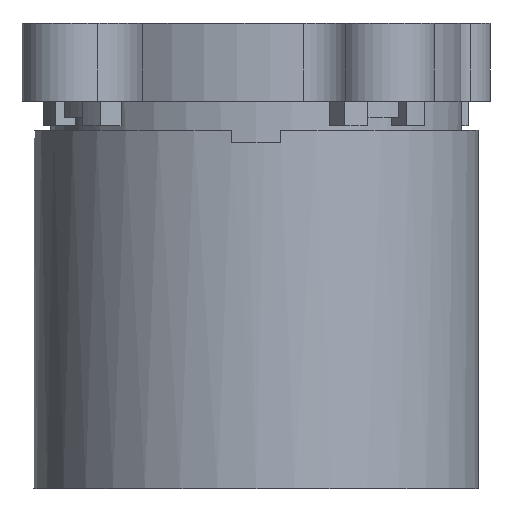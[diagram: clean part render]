
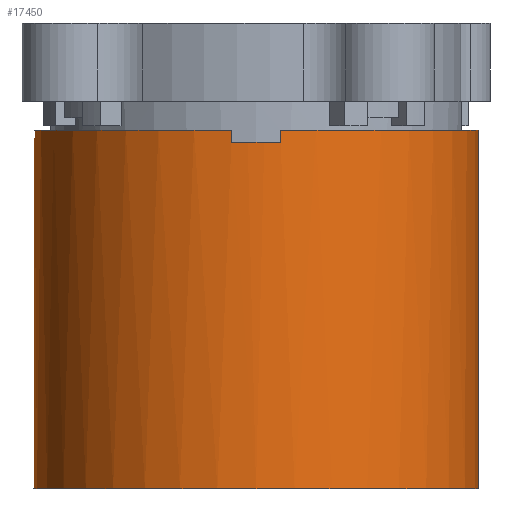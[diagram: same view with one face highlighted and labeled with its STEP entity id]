
A CAD part, front view. The second image highlights one B-rep face of the part: STEP entity #17450.
In plain terms, the highlighted cylindrical face has radius 27.1 mm (diameter 54.2 mm), a full revolution.
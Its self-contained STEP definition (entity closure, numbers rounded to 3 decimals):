
#452=CYLINDRICAL_SURFACE('',#18309,27.1);
#733=CIRCLE('',#18228,27.1);
#734=CIRCLE('',#18229,27.1);
#738=CIRCLE('',#18236,27.1);
#739=CIRCLE('',#18237,27.1);
#741=CIRCLE('',#18279,27.1);
#754=CIRCLE('',#18308,27.1);
#1979=FACE_OUTER_BOUND('',#2781,.T.);
#2781=EDGE_LOOP('',(#13076,#13077,#13078,#13079,#13080,#13081,#13082,#13083,
#13084,#13085,#13086,#13087));
#3628=LINE('',#26368,#5264);
#3632=LINE('',#26377,#5268);
#3788=LINE('',#27139,#5424);
#3790=LINE('',#27143,#5426);
#3791=LINE('',#27147,#5427);
#5264=VECTOR('',#20174,10.);
#5268=VECTOR('',#20180,10.);
#5424=VECTOR('',#20496,10.);
#5426=VECTOR('',#20500,10.);
#5427=VECTOR('',#20507,27.1);
#6960=VERTEX_POINT('',#26366);
#6961=VERTEX_POINT('',#26367);
#6964=VERTEX_POINT('',#26375);
#6965=VERTEX_POINT('',#26376);
#6969=VERTEX_POINT('',#26386);
#6970=VERTEX_POINT('',#26388);
#6974=VERTEX_POINT('',#26402);
#6975=VERTEX_POINT('',#26404);
#7087=VERTEX_POINT('',#27065);
#7112=VERTEX_POINT('',#27141);
#9113=EDGE_CURVE('',#6960,#6961,#3628,.T.);
#9117=EDGE_CURVE('',#6964,#6965,#3632,.T.);
#9123=EDGE_CURVE('',#6969,#6970,#733,.T.);
#9124=EDGE_CURVE('',#6970,#6961,#734,.T.);
#9131=EDGE_CURVE('',#6975,#6974,#738,.T.);
#9133=EDGE_CURVE('',#6965,#6960,#739,.T.);
#9300=EDGE_CURVE('',#7087,#7087,#741,.T.);
#9335=EDGE_CURVE('',#6969,#6975,#3788,.T.);
#9337=EDGE_CURVE('',#6974,#7112,#3790,.T.);
#9338=EDGE_CURVE('',#6964,#7112,#754,.T.);
#9339=EDGE_CURVE('',#6970,#7087,#3791,.T.);
#13076=ORIENTED_EDGE('',*,*,#9113,.T.);
#13077=ORIENTED_EDGE('',*,*,#9124,.F.);
#13078=ORIENTED_EDGE('',*,*,#9339,.T.);
#13079=ORIENTED_EDGE('',*,*,#9300,.T.);
#13080=ORIENTED_EDGE('',*,*,#9339,.F.);
#13081=ORIENTED_EDGE('',*,*,#9123,.F.);
#13082=ORIENTED_EDGE('',*,*,#9335,.T.);
#13083=ORIENTED_EDGE('',*,*,#9131,.T.);
#13084=ORIENTED_EDGE('',*,*,#9337,.T.);
#13085=ORIENTED_EDGE('',*,*,#9338,.F.);
#13086=ORIENTED_EDGE('',*,*,#9117,.T.);
#13087=ORIENTED_EDGE('',*,*,#9133,.T.);
#17450=ADVANCED_FACE('',(#1979),#452,.T.);
#18228=AXIS2_PLACEMENT_3D('',#26389,#20189,#20190);
#18229=AXIS2_PLACEMENT_3D('',#26390,#20191,#20192);
#18236=AXIS2_PLACEMENT_3D('',#26405,#20208,#20209);
#18237=AXIS2_PLACEMENT_3D('',#26407,#20211,#20212);
#18279=AXIS2_PLACEMENT_3D('',#27066,#20420,#20421);
#18308=AXIS2_PLACEMENT_3D('',#27145,#20503,#20504);
#18309=AXIS2_PLACEMENT_3D('',#27146,#20505,#20506);
#20174=DIRECTION('',(0.,0.,1.));
#20180=DIRECTION('',(0.,0.,-1.));
#20189=DIRECTION('center_axis',(0.,0.,1.));
#20190=DIRECTION('ref_axis',(1.,0.,0.));
#20191=DIRECTION('center_axis',(0.,0.,1.));
#20192=DIRECTION('ref_axis',(1.,0.,0.));
#20208=DIRECTION('center_axis',(0.,0.,-1.));
#20209=DIRECTION('ref_axis',(-1.,0.,0.));
#20211=DIRECTION('center_axis',(0.,0.,-1.));
#20212=DIRECTION('ref_axis',(-1.,0.,0.));
#20420=DIRECTION('center_axis',(0.,0.,1.));
#20421=DIRECTION('ref_axis',(1.,0.,0.));
#20496=DIRECTION('',(0.,0.,-1.));
#20500=DIRECTION('',(0.,0.,1.));
#20503=DIRECTION('center_axis',(0.,0.,1.));
#20504=DIRECTION('ref_axis',(1.,0.,0.));
#20505=DIRECTION('center_axis',(0.,0.,1.));
#20506=DIRECTION('ref_axis',(-1.,0.,0.));
#20507=DIRECTION('',(0.,0.,-1.));
#26366=CARTESIAN_POINT('',(3.,26.933,0.));
#26367=CARTESIAN_POINT('',(3.,26.933,1.5));
#26368=CARTESIAN_POINT('',(3.,26.933,-20.35));
#26375=CARTESIAN_POINT('',(-3.,26.933,1.5));
#26376=CARTESIAN_POINT('',(-3.,26.933,0.));
#26377=CARTESIAN_POINT('',(-3.,26.933,-20.35));
#26386=CARTESIAN_POINT('',(3.,-26.933,1.5));
#26388=CARTESIAN_POINT('',(27.1,0.,1.5));
#26389=CARTESIAN_POINT('Origin',(0.,0.,1.5));
#26390=CARTESIAN_POINT('Origin',(0.,0.,1.5));
#26402=CARTESIAN_POINT('',(-3.,-26.933,0.));
#26404=CARTESIAN_POINT('',(3.,-26.933,0.));
#26405=CARTESIAN_POINT('Origin',(0.,0.,0.));
#26407=CARTESIAN_POINT('Origin',(0.,0.,0.));
#27065=CARTESIAN_POINT('',(27.1,0.,-42.2));
#27066=CARTESIAN_POINT('Origin',(0.,0.,-42.2));
#27139=CARTESIAN_POINT('',(3.,-26.933,-20.35));
#27141=CARTESIAN_POINT('',(-3.,-26.933,1.5));
#27143=CARTESIAN_POINT('',(-3.,-26.933,-20.35));
#27145=CARTESIAN_POINT('Origin',(0.,0.,1.5));
#27146=CARTESIAN_POINT('Origin',(0.,0.,-20.35));
#27147=CARTESIAN_POINT('',(27.1,0.,-20.35));
